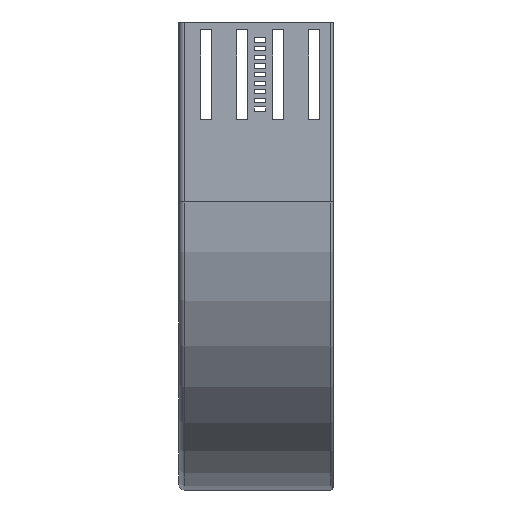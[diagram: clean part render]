
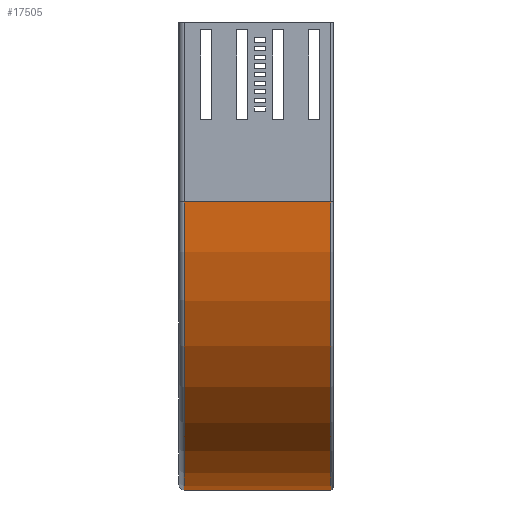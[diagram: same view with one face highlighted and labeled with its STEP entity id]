
A CAD part, left-side view. The second image highlights one B-rep face of the part: STEP entity #17505.
In plain terms, the highlighted cylindrical face has radius 200 mm (diameter 400 mm), a partial arc.
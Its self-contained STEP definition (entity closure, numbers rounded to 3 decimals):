
#2426 = DIRECTION ( 'NONE',  ( 0., -1., 0. ) ) ;
#3367 = CARTESIAN_POINT ( 'NONE',  ( 0., 0., -125. ) ) ;
#3456 = EDGE_CURVE ( 'NONE', #16925, #8453, #6140, .T. ) ;
#3555 = DIRECTION ( 'NONE',  ( 0., 1., 0. ) ) ;
#3908 = VECTOR ( 'NONE', #3555, 1000. ) ;
#4501 = CARTESIAN_POINT ( 'NONE',  ( 200., 1.75, -125. ) ) ;
#4855 = EDGE_LOOP ( 'NONE', ( #15293, #10343, #15792, #16711 ) ) ;
#5244 = CARTESIAN_POINT ( 'NONE',  ( 200., 1.75, -325. ) ) ;
#5510 = AXIS2_PLACEMENT_3D ( 'NONE', #4501, #14967, #10728 ) ;
#5616 = AXIS2_PLACEMENT_3D ( 'NONE', #16876, #6806, #18571 ) ;
#5712 = CARTESIAN_POINT ( 'NONE',  ( 200., 103.25, -325. ) ) ;
#6140 = CIRCLE ( 'NONE', #5510, 200. ) ;
#6589 = VERTEX_POINT ( 'NONE', #5712 ) ;
#6806 = DIRECTION ( 'NONE',  ( 0., -1., 0. ) ) ;
#7735 = LINE ( 'NONE', #13664, #15356 ) ;
#7815 = EDGE_CURVE ( 'NONE', #8453, #6589, #7735, .T. ) ;
#7989 = EDGE_CURVE ( 'NONE', #16925, #8036, #16824, .T. ) ;
#8036 = VERTEX_POINT ( 'NONE', #8587 ) ;
#8453 = VERTEX_POINT ( 'NONE', #5244 ) ;
#8587 = CARTESIAN_POINT ( 'NONE',  ( 0., 103.25, -125. ) ) ;
#9701 = CYLINDRICAL_SURFACE ( 'NONE', #18610, 200. ) ;
#10343 = ORIENTED_EDGE ( 'NONE', *, *, #7815, .F. ) ;
#10728 = DIRECTION ( 'NONE',  ( -1., 0., 0. ) ) ;
#11512 = CARTESIAN_POINT ( 'NONE',  ( 0., 1.75, -125. ) ) ;
#13664 = CARTESIAN_POINT ( 'NONE',  ( 200., 0., -325. ) ) ;
#13799 = EDGE_CURVE ( 'NONE', #8036, #6589, #14273, .T. ) ;
#13858 = DIRECTION ( 'NONE',  ( 0., 1., 0. ) ) ;
#14273 = CIRCLE ( 'NONE', #5616, 200. ) ;
#14967 = DIRECTION ( 'NONE',  ( 0., -1., 0. ) ) ;
#15293 = ORIENTED_EDGE ( 'NONE', *, *, #13799, .T. ) ;
#15356 = VECTOR ( 'NONE', #13858, 1000. ) ;
#15792 = ORIENTED_EDGE ( 'NONE', *, *, #3456, .F. ) ;
#16711 = ORIENTED_EDGE ( 'NONE', *, *, #7989, .T. ) ;
#16824 = LINE ( 'NONE', #3367, #3908 ) ;
#16876 = CARTESIAN_POINT ( 'NONE',  ( 200., 103.25, -125. ) ) ;
#16925 = VERTEX_POINT ( 'NONE', #11512 ) ;
#16944 = DIRECTION ( 'NONE',  ( 0., 0., -1. ) ) ;
#17313 = FACE_OUTER_BOUND ( 'NONE', #4855, .T. ) ;
#17505 = ADVANCED_FACE ( 'NONE', ( #17313 ), #9701, .T. ) ;
#18571 = DIRECTION ( 'NONE',  ( -1., 0., 0. ) ) ;
#18610 = AXIS2_PLACEMENT_3D ( 'NONE', #18650, #2426, #16944 ) ;
#18650 = CARTESIAN_POINT ( 'NONE',  ( 200., 0., -125. ) ) ;
